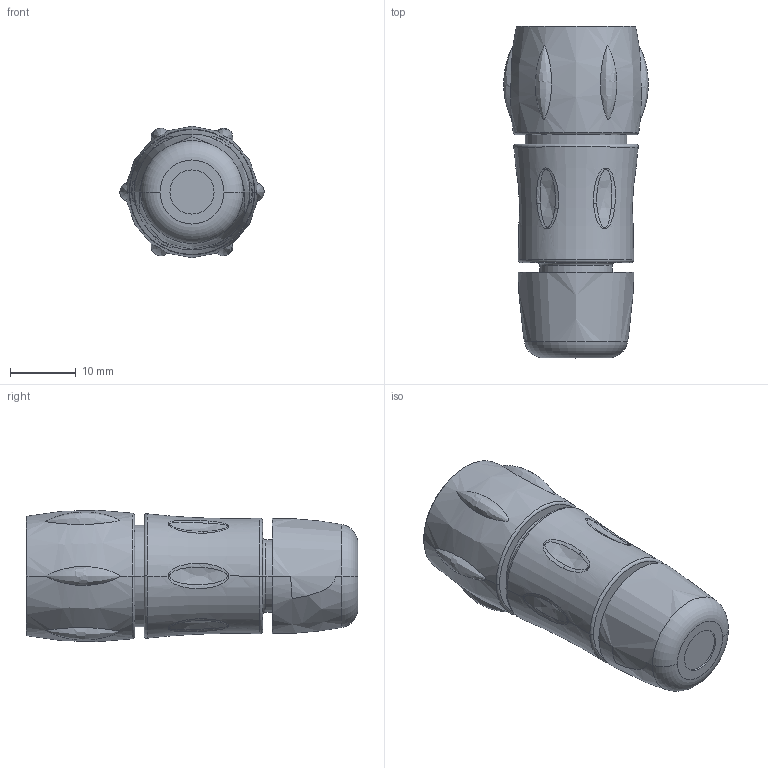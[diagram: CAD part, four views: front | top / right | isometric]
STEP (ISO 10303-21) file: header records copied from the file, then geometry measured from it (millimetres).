
FILE_DESCRIPTION((''),'2;1');
FILE_NAME('UTS6JC8E4P-CATALOGUE','2010-12-22T',('Gsineau'),('SOURIAU'),'PRO/ENGINEER BY PARAMETRIC TECHNOLOGY CORPORATION, 2010140','PRO/ENGINEER BY PARAMETRIC TECHNOLOGY CORPORATION, 2010140','');
FILE_SCHEMA(('CONFIG_CONTROL_DESIGN'));
Length unit declared in the file: millimetre
Products named in the file (1): UTS6JC8E4P-CATALOGUE
Bounding box: 21.99 x 50.45 x 19.97 mm (x, y, z)
Volume: 11766.7 mm3; surface area: 4880.9 mm2
Topology: 1 solids, 1 shells, 234 faces, 570 edges, 358 vertices
Faces by surface type: cylinder 66, plane 65, bspline 52, torus 23, sphere 18, cone 10
Entity records: 12330 total; most frequent: CARTESIAN_POINT 6965, ORIENTED_EDGE 1140, DIRECTION 1093, EDGE_CURVE 570, AXIS2_PLACEMENT_3D 459, VERTEX_POINT 358, CIRCLE 277, EDGE_LOOP 258
